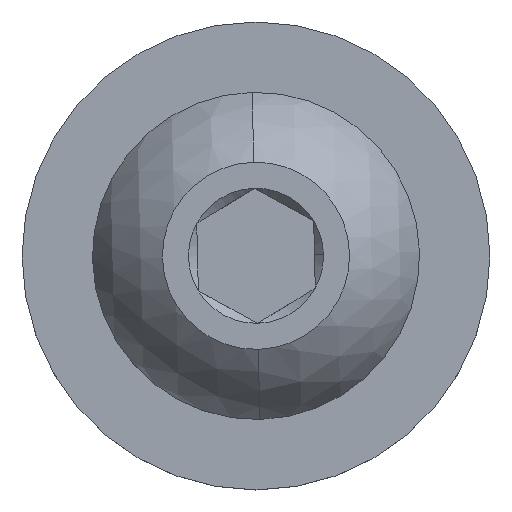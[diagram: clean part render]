
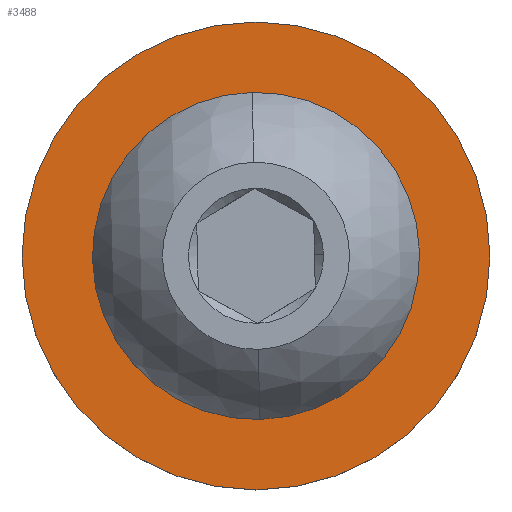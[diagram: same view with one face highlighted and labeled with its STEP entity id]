
A CAD part, top view. The second image highlights one B-rep face of the part: STEP entity #3488.
In plain terms, the highlighted planar face has unit normal (0, 0, 1).
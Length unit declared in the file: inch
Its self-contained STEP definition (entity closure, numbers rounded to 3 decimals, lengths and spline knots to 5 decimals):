
#15 = CARTESIAN_POINT ( 'NONE',  ( 0.1405, 0., 0.028 ) ) ;
#302 = DIRECTION ( 'NONE',  ( 1., 0., 0. ) ) ;
#441 = PLANE ( 'NONE',  #14076 ) ;
#575 = CARTESIAN_POINT ( 'NONE',  ( 0.3125, 0., 0.028 ) ) ;
#601 = EDGE_CURVE ( 'NONE', #7599, #6910, #12064, .T. ) ;
#1002 = VERTEX_POINT ( 'NONE', #575 ) ;
#1110 = AXIS2_PLACEMENT_3D ( 'NONE', #3824, #11817, #5030 ) ;
#1583 = DIRECTION ( 'NONE',  ( 1., 0., 0. ) ) ;
#1695 = CARTESIAN_POINT ( 'NONE',  ( 0., 0., 0.028 ) ) ;
#1708 = ORIENTED_EDGE ( 'NONE', *, *, #10692, .F. ) ;
#2719 = EDGE_LOOP ( 'NONE', ( #5540, #14323 ) ) ;
#3272 = AXIS2_PLACEMENT_3D ( 'NONE', #4690, #13910, #12512 ) ;
#3374 = CARTESIAN_POINT ( 'NONE',  ( -0.3125, 0., 0.028 ) ) ;
#3488 = ADVANCED_FACE ( 'NONE', ( #13863, #12750 ), #441, .T. ) ;
#3708 = DIRECTION ( 'NONE',  ( 0., 0., 1. ) ) ;
#3824 = CARTESIAN_POINT ( 'NONE',  ( 0., 0., 0.028 ) ) ;
#4690 = CARTESIAN_POINT ( 'NONE',  ( 0., 0., 0.028 ) ) ;
#5030 = DIRECTION ( 'NONE',  ( 1., 0., 0. ) ) ;
#5204 = VERTEX_POINT ( 'NONE', #3374 ) ;
#5540 = ORIENTED_EDGE ( 'NONE', *, *, #13502, .T. ) ;
#5976 = DIRECTION ( 'NONE',  ( 0., 0., 1. ) ) ;
#6261 = DIRECTION ( 'NONE',  ( 1., 0., 0. ) ) ;
#6910 = VERTEX_POINT ( 'NONE', #8125 ) ;
#7599 = VERTEX_POINT ( 'NONE', #15 ) ;
#8059 = DIRECTION ( 'NONE',  ( 0., 0., 1. ) ) ;
#8125 = CARTESIAN_POINT ( 'NONE',  ( -0.1405, 0., 0.028 ) ) ;
#9547 = CARTESIAN_POINT ( 'NONE',  ( 0., 0., 0.028 ) ) ;
#9711 = CIRCLE ( 'NONE', #3272, 0.1405 ) ;
#9816 = ORIENTED_EDGE ( 'NONE', *, *, #601, .F. ) ;
#10128 = CIRCLE ( 'NONE', #12505, 0.3125 ) ;
#10692 = EDGE_CURVE ( 'NONE', #6910, #7599, #9711, .T. ) ;
#11817 = DIRECTION ( 'NONE',  ( 0., 0., 1. ) ) ;
#11882 = CARTESIAN_POINT ( 'NONE',  ( 0., 0., 0.028 ) ) ;
#12032 = AXIS2_PLACEMENT_3D ( 'NONE', #11882, #8059, #1583 ) ;
#12064 = CIRCLE ( 'NONE', #1110, 0.1405 ) ;
#12505 = AXIS2_PLACEMENT_3D ( 'NONE', #1695, #3708, #6261 ) ;
#12512 = DIRECTION ( 'NONE',  ( 1., 0., 0. ) ) ;
#12750 = FACE_BOUND ( 'NONE', #13971, .T. ) ;
#13063 = EDGE_CURVE ( 'NONE', #1002, #5204, #10128, .T. ) ;
#13444 = CIRCLE ( 'NONE', #12032, 0.3125 ) ;
#13502 = EDGE_CURVE ( 'NONE', #5204, #1002, #13444, .T. ) ;
#13863 = FACE_OUTER_BOUND ( 'NONE', #2719, .T. ) ;
#13910 = DIRECTION ( 'NONE',  ( 0., 0., 1. ) ) ;
#13971 = EDGE_LOOP ( 'NONE', ( #1708, #9816 ) ) ;
#14076 = AXIS2_PLACEMENT_3D ( 'NONE', #9547, #5976, #302 ) ;
#14323 = ORIENTED_EDGE ( 'NONE', *, *, #13063, .T. ) ;
